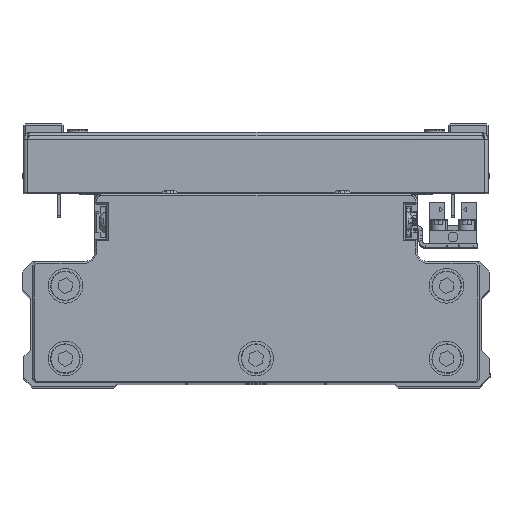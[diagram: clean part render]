
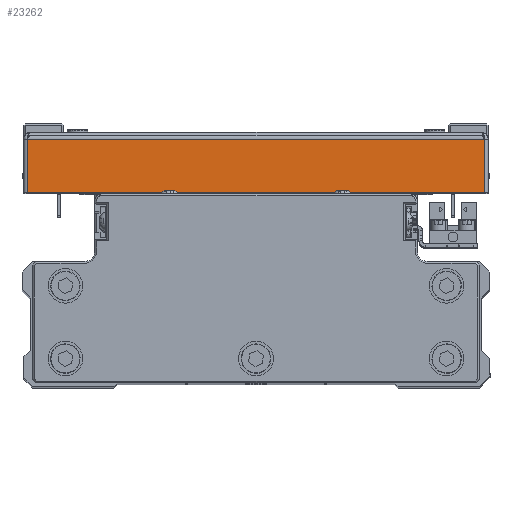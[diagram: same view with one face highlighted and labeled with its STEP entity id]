
A CAD part, top view. The second image highlights one B-rep face of the part: STEP entity #23262.
In plain terms, the highlighted face is planar.
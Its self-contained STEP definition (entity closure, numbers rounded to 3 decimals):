
#67 = FACE_OUTER_BOUND ( 'NONE', #10014, .T. ) ;
#152 = LINE ( 'NONE', #13378, #38198 ) ;
#4706 = EDGE_CURVE ( 'NONE', #35236, #14554, #152, .T. ) ;
#5841 = CARTESIAN_POINT ( 'NONE',  ( 75., 1., -65.929 ) ) ;
#6030 = LINE ( 'NONE', #19244, #27244 ) ;
#7302 = CARTESIAN_POINT ( 'NONE',  ( 75., 1., 67. ) ) ;
#7936 = VERTEX_POINT ( 'NONE', #5841 ) ;
#8453 = CARTESIAN_POINT ( 'NONE',  ( 75., 16.5, -65.929 ) ) ;
#9610 = CARTESIAN_POINT ( 'NONE',  ( 75., 16.5, 0. ) ) ;
#10014 = EDGE_LOOP ( 'NONE', ( #26206, #33202, #38933, #11517 ) ) ;
#10047 = DIRECTION ( 'NONE',  ( 0., -1., 0. ) ) ;
#10346 = EDGE_CURVE ( 'NONE', #17789, #14554, #39285, .T. ) ;
#11517 = ORIENTED_EDGE ( 'NONE', *, *, #4706, .F. ) ;
#12910 = CARTESIAN_POINT ( 'NONE',  ( 75., 1., 65.929 ) ) ;
#13297 = PLANE ( 'NONE',  #18222 ) ;
#13378 = CARTESIAN_POINT ( 'NONE',  ( 75., 0., 65.929 ) ) ;
#14554 = VERTEX_POINT ( 'NONE', #26892 ) ;
#16829 = EDGE_CURVE ( 'NONE', #7936, #35236, #36992, .T. ) ;
#17677 = VECTOR ( 'NONE', #22803, 1000. ) ;
#17789 = VERTEX_POINT ( 'NONE', #8453 ) ;
#18222 = AXIS2_PLACEMENT_3D ( 'NONE', #26494, #39727, #10047 ) ;
#18504 = EDGE_CURVE ( 'NONE', #7936, #17789, #6030, .T. ) ;
#19244 = CARTESIAN_POINT ( 'NONE',  ( 75., 0., -65.929 ) ) ;
#20506 = DIRECTION ( 'NONE',  ( 0., 0., 1. ) ) ;
#22803 = DIRECTION ( 'NONE',  ( 0., 0., 1. ) ) ;
#23262 = ADVANCED_FACE ( 'NONE', ( #67 ), #13297, .F. ) ;
#26206 = ORIENTED_EDGE ( 'NONE', *, *, #16829, .F. ) ;
#26494 = CARTESIAN_POINT ( 'NONE',  ( 75., 0., 0. ) ) ;
#26572 = DIRECTION ( 'NONE',  ( 0., 1., 0. ) ) ;
#26892 = CARTESIAN_POINT ( 'NONE',  ( 75., 16.5, 65.929 ) ) ;
#27244 = VECTOR ( 'NONE', #32468, 1000. ) ;
#32468 = DIRECTION ( 'NONE',  ( 0., 1., 0. ) ) ;
#33202 = ORIENTED_EDGE ( 'NONE', *, *, #18504, .T. ) ;
#35236 = VERTEX_POINT ( 'NONE', #12910 ) ;
#36992 = LINE ( 'NONE', #7302, #40275 ) ;
#38198 = VECTOR ( 'NONE', #26572, 1000. ) ;
#38933 = ORIENTED_EDGE ( 'NONE', *, *, #10346, .T. ) ;
#39285 = LINE ( 'NONE', #9610, #17677 ) ;
#39727 = DIRECTION ( 'NONE',  ( -1., 0., 0. ) ) ;
#40275 = VECTOR ( 'NONE', #20506, 1000. ) ;
